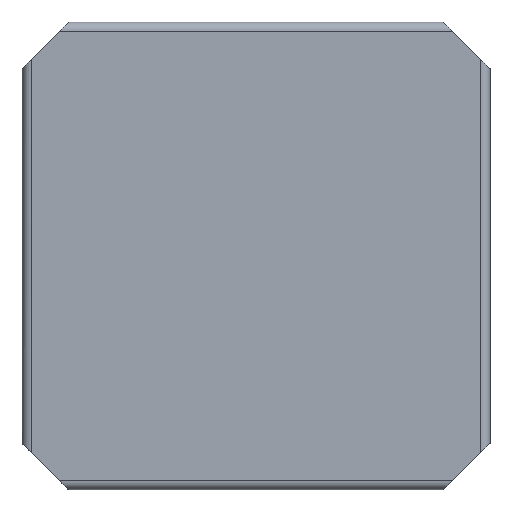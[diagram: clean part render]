
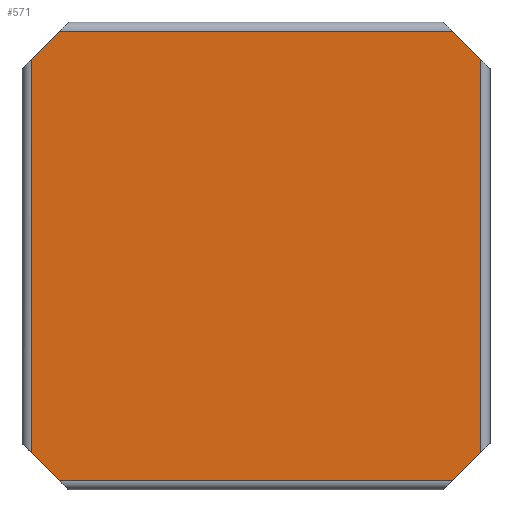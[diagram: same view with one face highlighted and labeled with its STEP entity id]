
A CAD part, left-side view. The second image highlights one B-rep face of the part: STEP entity #571.
In plain terms, the highlighted planar face has unit normal (-1, 0, 0).
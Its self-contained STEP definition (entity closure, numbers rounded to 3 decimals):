
#19=DIRECTION('',(0.,-0.707,-0.707));
#20=VECTOR('',#19,0.424);
#21=CARTESIAN_POINT('',(0.,2.4,-2.1));
#22=LINE('',#21,#20);
#23=DIRECTION('',(0.,0.,-1.));
#24=VECTOR('',#23,4.2);
#25=CARTESIAN_POINT('',(0.,2.4,2.1));
#26=LINE('',#25,#24);
#27=DIRECTION('',(0.,0.707,-0.707));
#28=VECTOR('',#27,0.424);
#29=CARTESIAN_POINT('',(0.,2.1,2.4));
#30=LINE('',#29,#28);
#31=DIRECTION('',(0.,1.,0.));
#32=VECTOR('',#31,4.2);
#33=CARTESIAN_POINT('',(0.,-2.1,2.4));
#34=LINE('',#33,#32);
#35=DIRECTION('',(0.,0.707,0.707));
#36=VECTOR('',#35,0.424);
#37=CARTESIAN_POINT('',(0.,-2.4,2.1));
#38=LINE('',#37,#36);
#39=DIRECTION('',(0.,0.,1.));
#40=VECTOR('',#39,4.2);
#41=CARTESIAN_POINT('',(0.,-2.4,-2.1));
#42=LINE('',#41,#40);
#43=DIRECTION('',(0.,-0.707,0.707));
#44=VECTOR('',#43,0.424);
#45=CARTESIAN_POINT('',(0.,-2.1,-2.4));
#46=LINE('',#45,#44);
#47=DIRECTION('',(0.,-1.,0.));
#48=VECTOR('',#47,4.2);
#49=CARTESIAN_POINT('',(0.,2.1,-2.4));
#50=LINE('',#49,#48);
#435=CARTESIAN_POINT('',(0.,2.4,-2.1));
#436=CARTESIAN_POINT('',(0.,2.1,-2.4));
#437=VERTEX_POINT('',#435);
#438=VERTEX_POINT('',#436);
#451=CARTESIAN_POINT('',(0.,2.1,2.4));
#452=CARTESIAN_POINT('',(0.,2.4,2.1));
#453=VERTEX_POINT('',#451);
#454=VERTEX_POINT('',#452);
#467=CARTESIAN_POINT('',(0.,-2.4,2.1));
#468=CARTESIAN_POINT('',(0.,-2.1,2.4));
#469=VERTEX_POINT('',#467);
#470=VERTEX_POINT('',#468);
#483=CARTESIAN_POINT('',(0.,-2.1,-2.4));
#484=CARTESIAN_POINT('',(0.,-2.4,-2.1));
#485=VERTEX_POINT('',#483);
#486=VERTEX_POINT('',#484);
#550=CARTESIAN_POINT('',(0.,0.,0.));
#551=DIRECTION('',(1.,0.,0.));
#552=DIRECTION('',(0.,-1.,0.));
#553=AXIS2_PLACEMENT_3D('',#550,#551,#552);
#554=PLANE('',#553);
#555=ORIENTED_EDGE('',*,*,#532,.F.);
#557=ORIENTED_EDGE('',*,*,#556,.F.);
#559=ORIENTED_EDGE('',*,*,#558,.F.);
#561=ORIENTED_EDGE('',*,*,#560,.F.);
#563=ORIENTED_EDGE('',*,*,#562,.F.);
#565=ORIENTED_EDGE('',*,*,#564,.F.);
#567=ORIENTED_EDGE('',*,*,#566,.F.);
#568=ORIENTED_EDGE('',*,*,#518,.F.);
#569=EDGE_LOOP('',(#555,#557,#559,#561,#563,#565,#567,#568));
#570=FACE_OUTER_BOUND('',#569,.F.);
#518=EDGE_CURVE('',#438,#485,#50,.T.);
#532=EDGE_CURVE('',#437,#438,#22,.T.);
#556=EDGE_CURVE('',#454,#437,#26,.T.);
#558=EDGE_CURVE('',#453,#454,#30,.T.);
#560=EDGE_CURVE('',#470,#453,#34,.T.);
#562=EDGE_CURVE('',#469,#470,#38,.T.);
#564=EDGE_CURVE('',#486,#469,#42,.T.);
#566=EDGE_CURVE('',#485,#486,#46,.T.);
#571=ADVANCED_FACE('',(#570),#554,.F.);
